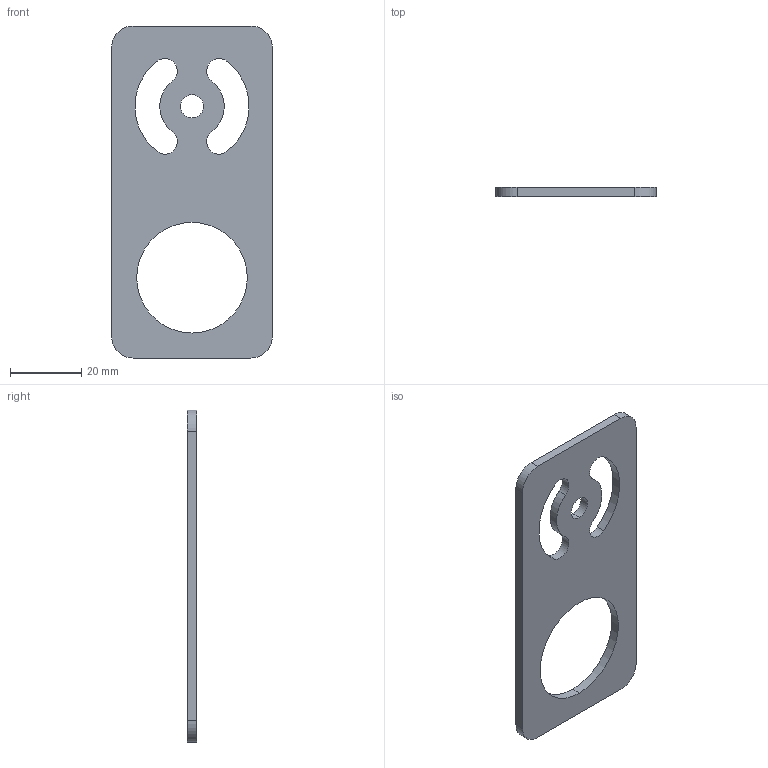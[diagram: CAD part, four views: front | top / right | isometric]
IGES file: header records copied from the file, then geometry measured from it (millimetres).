
Start section:  PTC IGES file: 141785.igs
Global section: file name: 141785.igs; native system: Pro/ENGINEER by Parametric Technology Corporation; preprocessor: 2006170; author: banengservice; organization: Unknown; date: 20080811.092041; units: inch
Bounding box: 45 x 2.6 x 93 mm (x, y, z)
Volume: 7715.1 mm3; surface area: 7296.1 mm2
Topology: 1 solids, 1 shells, 345 faces, 987 edges, 658 vertices
Faces by surface type: bspline 329, revolution 16
